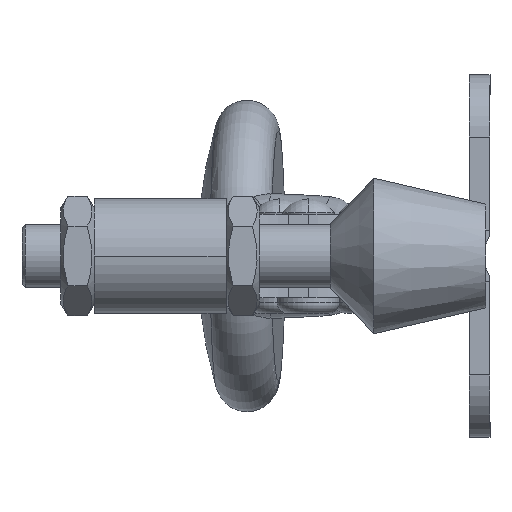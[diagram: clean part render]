
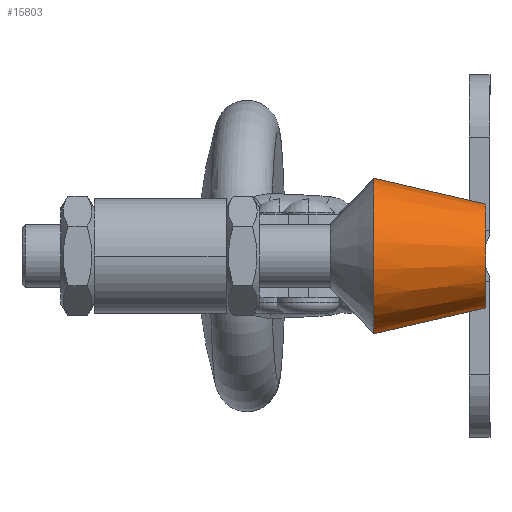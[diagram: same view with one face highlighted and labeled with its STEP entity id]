
A CAD part, left-side view. The second image highlights one B-rep face of the part: STEP entity #15803.
In plain terms, the highlighted conical face has half-angle 13 degrees and reference radius 5 mm.
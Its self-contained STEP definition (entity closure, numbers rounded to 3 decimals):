
#932 = FACE_OUTER_BOUND ( 'NONE', #7527, .T. ) ;
#950 = CONICAL_SURFACE ( 'NONE', #26382, 5., 0.227 ) ;
#5777 = DIRECTION ( 'NONE',  ( 0., 0., 1. ) ) ;
#5779 = DIRECTION ( 'NONE',  ( 0., 1., 0. ) ) ;
#5781 = CARTESIAN_POINT ( 'NONE',  ( 0., 0., 0. ) ) ;
#7527 = EDGE_LOOP ( 'NONE', ( #21176, #21177, #21178, #21179 ) ) ;
#10303 = AXIS2_PLACEMENT_3D ( 'NONE', #19086, #19088, #19090 ) ;
#10304 = AXIS2_PLACEMENT_3D ( 'NONE', #19094, #19095, #19097 ) ;
#13143 = CARTESIAN_POINT ( 'NONE',  ( 0., 10.808, -7.495 ) ) ;
#13145 = CARTESIAN_POINT ( 'NONE',  ( 0., 0., -5. ) ) ;
#13181 = CARTESIAN_POINT ( 'NONE',  ( 0., 10.808, 7.495 ) ) ;
#13183 = CARTESIAN_POINT ( 'NONE',  ( 0., 0., 5. ) ) ;
#15803 = ADVANCED_FACE ( 'NONE', ( #932 ), #950, .T. ) ;
#17322 = LINE ( 'NONE', #18987, #17330 ) ;
#17325 = LINE ( 'NONE', #18971, #17326 ) ;
#17326 = VECTOR ( 'NONE', #18974, 1000. ) ;
#17330 = VECTOR ( 'NONE', #18978, 1000. ) ;
#17350 = CIRCLE ( 'NONE', #10303, 7.495 ) ;
#17351 = CIRCLE ( 'NONE', #10304, 5. ) ;
#18971 = CARTESIAN_POINT ( 'NONE',  ( 0., 0., -5. ) ) ;
#18974 = DIRECTION ( 'NONE',  ( 0., 0.974, -0.225 ) ) ;
#18978 = DIRECTION ( 'NONE',  ( 0., 0.974, 0.225 ) ) ;
#18987 = CARTESIAN_POINT ( 'NONE',  ( 0., 0., 5. ) ) ;
#19086 = CARTESIAN_POINT ( 'NONE',  ( 0., 10.808, 0. ) ) ;
#19088 = DIRECTION ( 'NONE',  ( 0., 1., 0. ) ) ;
#19090 = DIRECTION ( 'NONE',  ( 0., 0., 1. ) ) ;
#19094 = CARTESIAN_POINT ( 'NONE',  ( 0., 0., 0. ) ) ;
#19095 = DIRECTION ( 'NONE',  ( 0., 1., 0. ) ) ;
#19097 = DIRECTION ( 'NONE',  ( 0., 0., 1. ) ) ;
#21176 = ORIENTED_EDGE ( 'NONE', *, *, #21581, .F. ) ;
#21177 = ORIENTED_EDGE ( 'NONE', *, *, #21600, .T. ) ;
#21178 = ORIENTED_EDGE ( 'NONE', *, *, #21584, .T. ) ;
#21179 = ORIENTED_EDGE ( 'NONE', *, *, #21599, .F. ) ;
#21581 = EDGE_CURVE ( 'NONE', #25944, #25942, #17325, .T. ) ;
#21584 = EDGE_CURVE ( 'NONE', #25982, #25980, #17322, .T. ) ;
#21599 = EDGE_CURVE ( 'NONE', #25942, #25980, #17350, .T. ) ;
#21600 = EDGE_CURVE ( 'NONE', #25944, #25982, #17351, .T. ) ;
#25942 = VERTEX_POINT ( 'NONE', #13143 ) ;
#25944 = VERTEX_POINT ( 'NONE', #13145 ) ;
#25980 = VERTEX_POINT ( 'NONE', #13181 ) ;
#25982 = VERTEX_POINT ( 'NONE', #13183 ) ;
#26382 = AXIS2_PLACEMENT_3D ( 'NONE', #5781, #5779, #5777 ) ;
